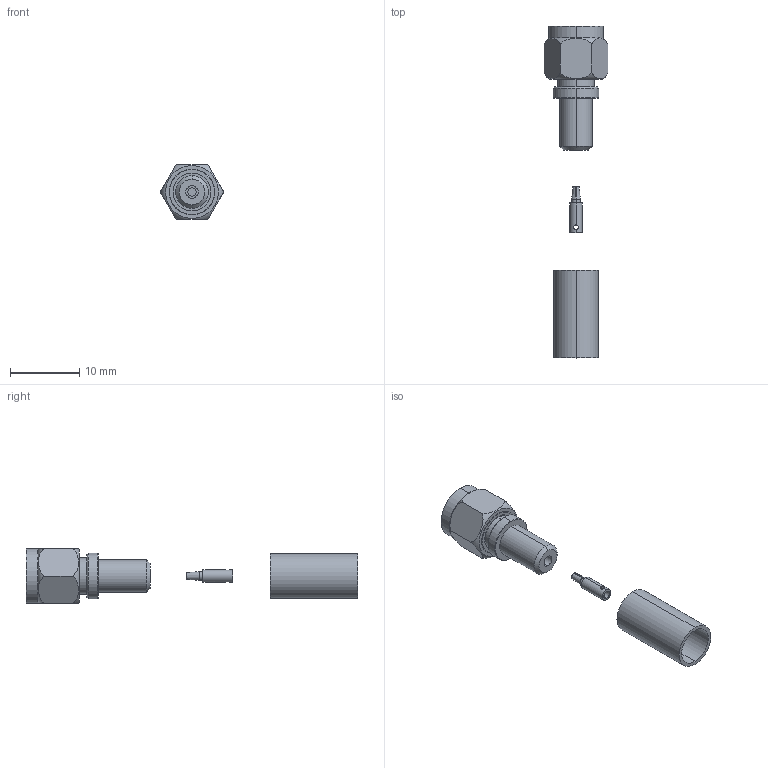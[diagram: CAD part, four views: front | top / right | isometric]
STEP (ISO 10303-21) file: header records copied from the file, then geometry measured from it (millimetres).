
FILE_DESCRIPTION (( 'STEP AP203' ), '1' );
FILE_NAME ('ARSP-1202.STEP', '2010-10-06T13:22:20', ( 'x' ), ( 'Microsoft' ), 'SwSTEP 2.0', 'SolidWorks 2010', '' );
FILE_SCHEMA (( 'CONFIG_CONTROL_DESIGN' ));
Length unit declared in the file: inch
Products named in the file (4): ARSP-1202-MA2; ARSP-1202-MA1; ARSP-1202; ARSP-1202-MA3
Assembly tree (3 placements, depth 2):
  ARSP-1202
    ARSP-1202-MA3
    ARSP-1202-MA1
    ARSP-1202-MA2
Bounding box: 9.15 x 47.95 x 7.92 mm (x, y, z)
Volume: 575.6 mm3; surface area: 1342.5 mm2
Topology: 3 solids, 3 shells, 79 faces, 182 edges, 116 vertices
Faces by surface type: cylinder 34, plane 31, cone 10, torus 4
Entity records: 3066 total; most frequent: CARTESIAN_POINT 825, DIRECTION 404, ORIENTED_EDGE 364, EDGE_CURVE 182, AXIS2_PLACEMENT_3D 171, VERTEX_POINT 116, EDGE_LOOP 94, CIRCLE 86
